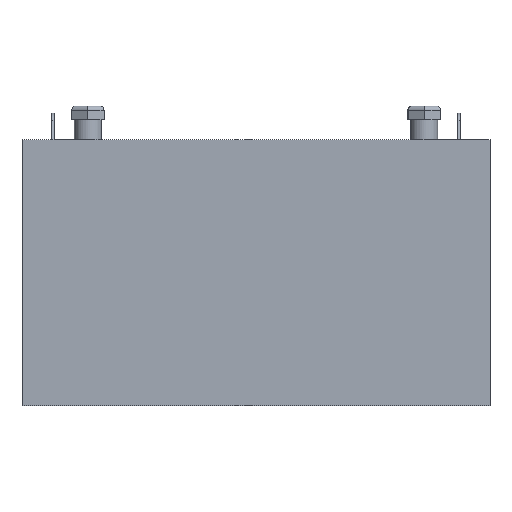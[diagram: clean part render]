
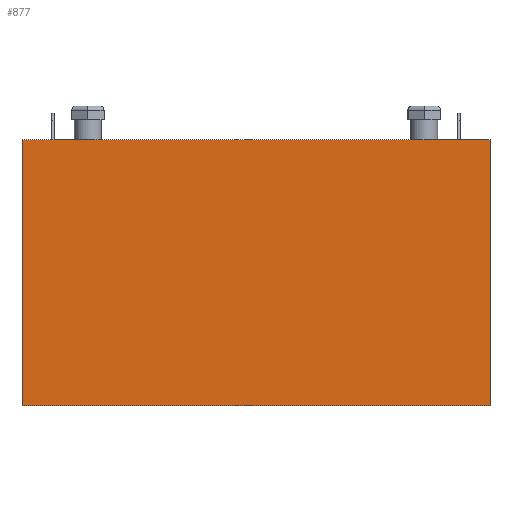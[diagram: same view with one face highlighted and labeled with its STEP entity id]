
A CAD part, front view. The second image highlights one B-rep face of the part: STEP entity #877.
In plain terms, the highlighted planar face has unit normal (0, -1, 0).
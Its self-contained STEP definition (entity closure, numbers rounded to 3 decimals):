
#100=ORIENTED_EDGE('',*,*,#332,.T.);
#101=ORIENTED_EDGE('',*,*,#320,.T.);
#102=ORIENTED_EDGE('',*,*,#335,.T.);
#103=ORIENTED_EDGE('',*,*,#338,.T.);
#320=EDGE_CURVE('',#444,#445,#522,.T.);
#332=EDGE_CURVE('',#456,#444,#534,.T.);
#335=EDGE_CURVE('',#445,#458,#537,.T.);
#338=EDGE_CURVE('',#458,#456,#540,.T.);
#444=VERTEX_POINT('',#1290);
#445=VERTEX_POINT('',#1291);
#456=VERTEX_POINT('',#1315);
#458=VERTEX_POINT('',#1321);
#522=LINE('',#1289,#622);
#534=LINE('',#1314,#634);
#537=LINE('',#1320,#637);
#540=LINE('',#1326,#640);
#622=VECTOR('',#1029,1000.);
#634=VECTOR('',#1043,1000.);
#637=VECTOR('',#1048,1000.);
#640=VECTOR('',#1053,1000.);
#725=EDGE_LOOP('',(#100,#101,#102,#103));
#787=FACE_BOUND('',#725,.T.);
#843=PLANE('',#944);
#877=ADVANCED_FACE('',(#787),#843,.T.);
#944=AXIS2_PLACEMENT_3D('',#1329,#1057,#1058);
#1029=DIRECTION('',(-1.,0.,0.));
#1043=DIRECTION('',(0.,0.,1.));
#1048=DIRECTION('',(0.,0.,-1.));
#1053=DIRECTION('',(1.,0.,0.));
#1057=DIRECTION('',(0.,-1.,0.));
#1058=DIRECTION('',(0.,0.,-1.));
#1289=CARTESIAN_POINT('',(174.,0.,99.));
#1290=CARTESIAN_POINT('',(174.,0.,99.));
#1291=CARTESIAN_POINT('',(-174.,0.,99.));
#1314=CARTESIAN_POINT('',(174.,0.,-99.));
#1315=CARTESIAN_POINT('',(174.,0.,-99.));
#1320=CARTESIAN_POINT('',(-174.,0.,99.));
#1321=CARTESIAN_POINT('',(-174.,0.,-99.));
#1326=CARTESIAN_POINT('',(-174.,0.,-99.));
#1329=CARTESIAN_POINT('',(0.,0.,0.));
